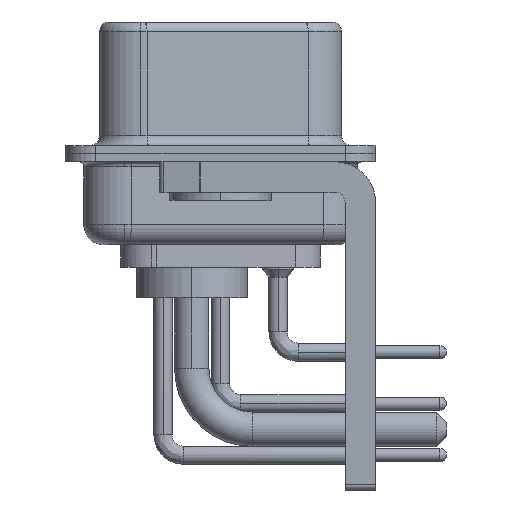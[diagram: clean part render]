
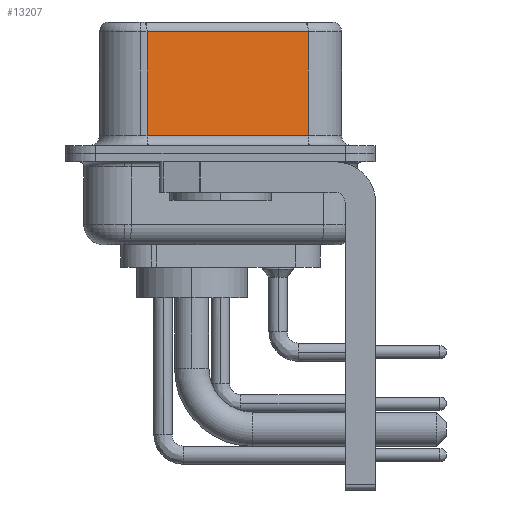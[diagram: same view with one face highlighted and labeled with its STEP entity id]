
A CAD part, left-side view. The second image highlights one B-rep face of the part: STEP entity #13207.
In plain terms, the highlighted planar face has unit normal (-0.985, -0.174, 0).
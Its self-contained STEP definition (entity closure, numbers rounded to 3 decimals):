
#2731 = CARTESIAN_POINT ( 'NONE',  ( 5.132, -4.322, 6.02 ) ) ;
#3224 = DIRECTION ( 'NONE',  ( 0.985, 0.174, 0. ) ) ;
#5742 = CARTESIAN_POINT ( 'NONE',  ( 5.132, -4.322, 6.02 ) ) ;
#7982 = LINE ( 'NONE', #26000, #22031 ) ;
#8553 = FACE_OUTER_BOUND ( 'NONE', #28539, .T. ) ;
#9539 = VERTEX_POINT ( 'NONE', #10404 ) ;
#9546 = DIRECTION ( 'NONE',  ( 0., 0., -1. ) ) ;
#10404 = CARTESIAN_POINT ( 'NONE',  ( 5.132, -4.322, 0.9 ) ) ;
#10572 = EDGE_CURVE ( 'NONE', #29605, #17998, #31272, .T. ) ;
#11407 = LINE ( 'NONE', #5742, #34513 ) ;
#13207 = ADVANCED_FACE ( 'NONE', ( #8553 ), #16335, .F. ) ;
#13514 = EDGE_CURVE ( 'NONE', #17998, #9539, #7982, .T. ) ;
#16335 = PLANE ( 'NONE',  #23686 ) ;
#16856 = CARTESIAN_POINT ( 'NONE',  ( 5.132, -4.322, 6.52 ) ) ;
#17327 = CARTESIAN_POINT ( 'NONE',  ( 3.73, 3.628, 6.52 ) ) ;
#17974 = CARTESIAN_POINT ( 'NONE',  ( 3.73, 3.628, 6.02 ) ) ;
#17998 = VERTEX_POINT ( 'NONE', #27819 ) ;
#20744 = VECTOR ( 'NONE', #28266, 1000. ) ;
#21578 = ORIENTED_EDGE ( 'NONE', *, *, #23319, .T. ) ;
#21950 = ORIENTED_EDGE ( 'NONE', *, *, #30854, .F. ) ;
#22031 = VECTOR ( 'NONE', #26706, 1000. ) ;
#23319 = EDGE_CURVE ( 'NONE', #27028, #29605, #11407, .T. ) ;
#23686 = AXIS2_PLACEMENT_3D ( 'NONE', #16856, #3224, #32597 ) ;
#24928 = CARTESIAN_POINT ( 'NONE',  ( 5.132, -4.322, 6.52 ) ) ;
#26000 = CARTESIAN_POINT ( 'NONE',  ( 5.132, -4.322, 0.9 ) ) ;
#26706 = DIRECTION ( 'NONE',  ( 0.174, -0.985, 0. ) ) ;
#27028 = VERTEX_POINT ( 'NONE', #2731 ) ;
#27490 = DIRECTION ( 'NONE',  ( -0.174, 0.985, 0. ) ) ;
#27819 = CARTESIAN_POINT ( 'NONE',  ( 3.73, 3.628, 0.9 ) ) ;
#28266 = DIRECTION ( 'NONE',  ( 0., 0., -1. ) ) ;
#28539 = EDGE_LOOP ( 'NONE', ( #21950, #21578, #30587, #28842 ) ) ;
#28842 = ORIENTED_EDGE ( 'NONE', *, *, #13514, .T. ) ;
#29605 = VERTEX_POINT ( 'NONE', #17974 ) ;
#30587 = ORIENTED_EDGE ( 'NONE', *, *, #10572, .T. ) ;
#30854 = EDGE_CURVE ( 'NONE', #27028, #9539, #31099, .T. ) ;
#31099 = LINE ( 'NONE', #24928, #20744 ) ;
#31272 = LINE ( 'NONE', #17327, #34345 ) ;
#32597 = DIRECTION ( 'NONE',  ( -0.174, 0.985, 0. ) ) ;
#34345 = VECTOR ( 'NONE', #9546, 1000. ) ;
#34513 = VECTOR ( 'NONE', #27490, 1000. ) ;
